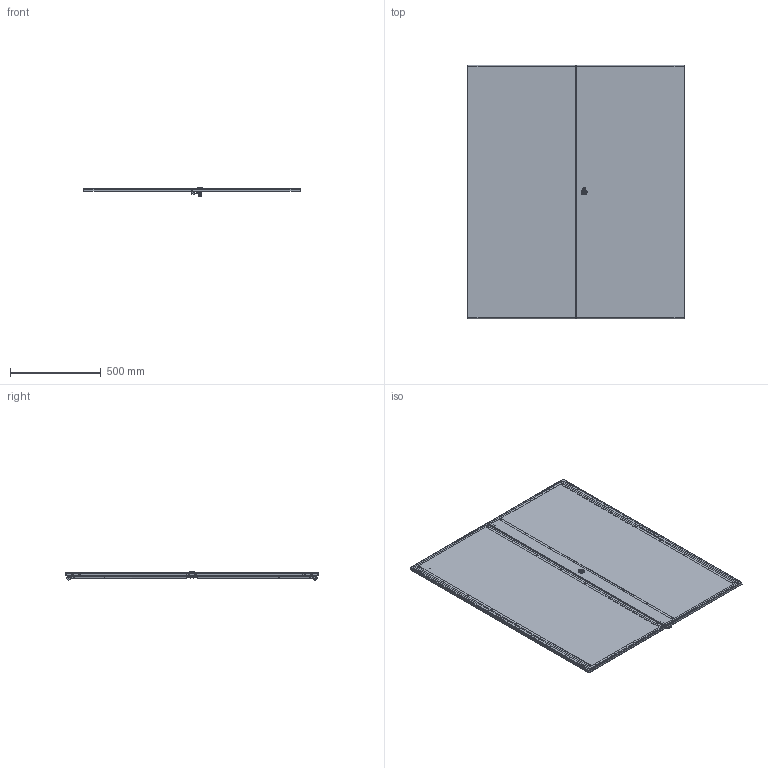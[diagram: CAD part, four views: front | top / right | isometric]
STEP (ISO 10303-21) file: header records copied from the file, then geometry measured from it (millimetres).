
FILE_DESCRIPTION(/* description */ (''),/* implementation_level */ '2;1');
FILE_NAME(/* name */ 'PO140120_PD.stp',/* time_stamp */ '2018-05-18T11:13:14+02:00',/* author */ (''),/* organization */ (''),/* preprocessor_version */ 'ST-DEVELOPER v15',/* originating_system */ 'SIEMENS PLM Software NX 9.0',/* authorisation */ '');
FILE_SCHEMA (('CONFIG_CONTROL_DESIGN'));
Length unit declared in the file: millimetre
Products named in the file (8): Varilla_1400_stp; Lengueta_Cierre_Triple_stp; 500_P009_12_01_stp858; 55514_BISAGRA_PUERTA_ARGENTA_stp; PUERTA_DOBLE_CA_15_PO120120; 92193_CIERRE_ARGENTA_1400_stp; PUERTA_DOBLE_SA_15_PO120120; PO140120_PD_stp
Assembly tree (16 placements, depth 3):
  PO140120_PD_stp
    PUERTA_DOBLE_SA_15_PO120120
      500_P009_12_01_stp858  x2
    55514_BISAGRA_PUERTA_ARGENTA_stp  x6
    92193_CIERRE_ARGENTA_1400_stp
      Lengueta_Cierre_Triple_stp
      Varilla_1400_stp  x2
    PUERTA_DOBLE_CA_15_PO120120
      500_P009_12_01_stp858  x2
Bounding box: 1197 x 1395 x 45.21 mm (x, y, z)
Volume: 3341282.2 mm3; surface area: 4121445.4 mm2
Topology: 22 solids, 22 shells, 1070 faces, 2764 edges, 1772 vertices
Faces by surface type: cylinder 534, plane 444, bspline 64, sphere 16, cone 10, torus 2
Full cylindrical faces by diameter (mm): 3.5 x228, 5 x33, 5.85 x1, 6 x1, 6.25 x4, 6.5 x1, 7 x8, 8 x8, 9.5 x1, 10 x1, 16.25 x2, 19.3 x1, 20 x8
Entity records: 22793 total; most frequent: CARTESIAN_POINT 7007, ORIENTED_EDGE 3024, DIRECTION 2823, EDGE_CURVE 1512, AXIS2_PLACEMENT_3D 1053, VERTEX_POINT 1010, EDGE_LOOP 916, LINE 717
